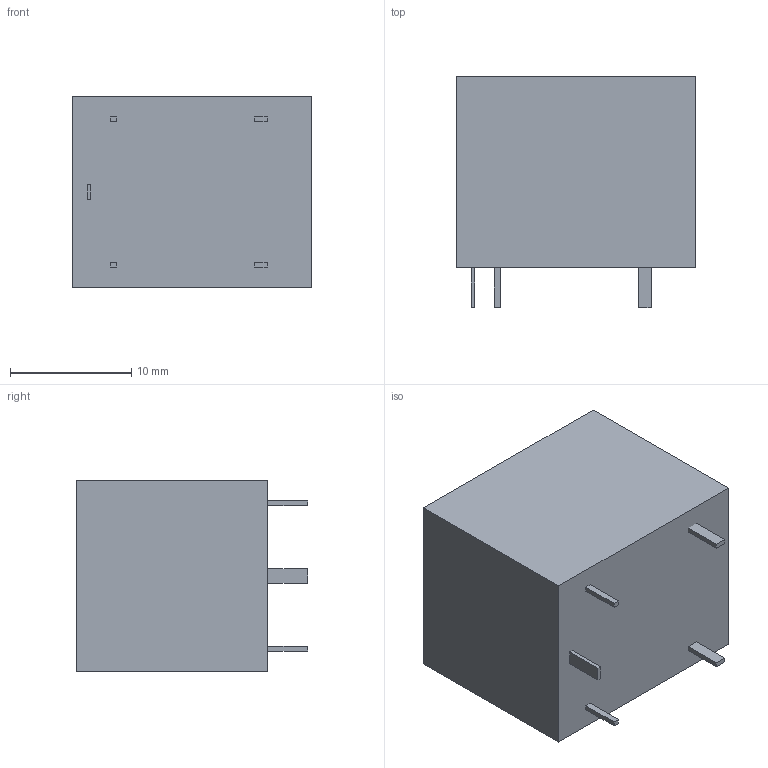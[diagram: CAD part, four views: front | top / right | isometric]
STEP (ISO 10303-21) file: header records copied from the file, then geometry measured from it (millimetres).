
FILE_DESCRIPTION(('STEP AP214'),'1');
FILE_NAME('g5la-1_5dc.stp','2015-04-09T13:57:56',('TraceParts'),('TraceParts S.A.'),'XStep 1.0',' ',' ');
FILE_SCHEMA(('automotive_design'));
Length unit declared in the file: millimetre
Products named in the file (2): 1; 2
Bounding box: 19.8 x 19.1 x 15.8 mm (x, y, z)
Volume: 4948.2 mm3; surface area: 1793.5 mm2
Topology: 2 solids, 2 shells, 32 faces, 72 edges, 48 vertices
Faces by surface type: plane 32
Entity records: 1763 total; most frequent: CARTESIAN_POINT 154, STYLED_ITEM 152, PRESENTATION_STYLE_ASSIGNMENT 152, COLOUR_RGB 152, ORIENTED_EDGE 144, DIRECTION 140, EDGE_CURVE 72, CURVE_STYLE 72
